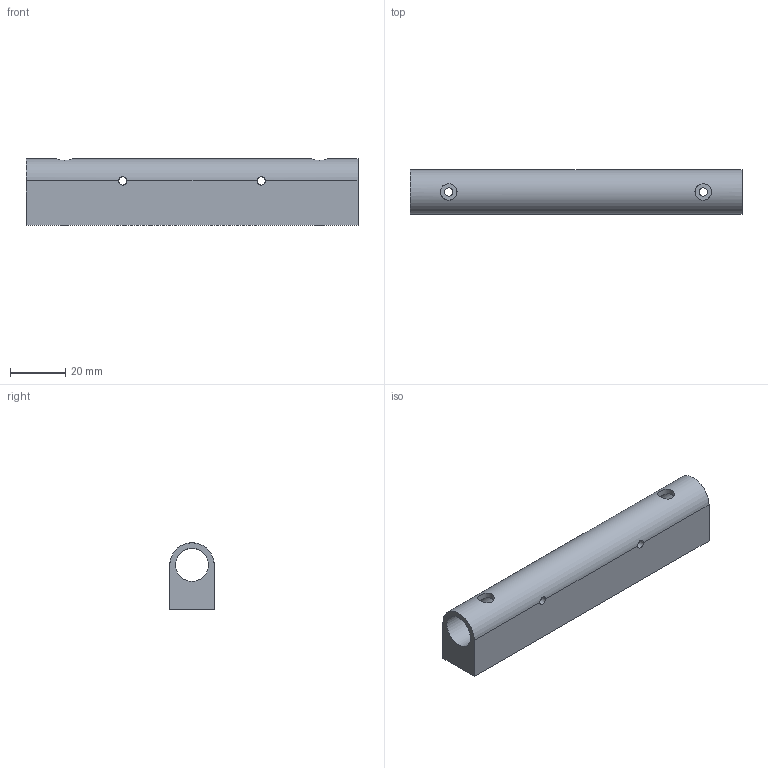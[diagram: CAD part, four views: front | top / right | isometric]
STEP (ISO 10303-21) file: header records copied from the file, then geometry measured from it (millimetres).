
FILE_DESCRIPTION(('STEP AP203'), '1');
FILE_NAME('äåðæàòåëü òðóáêè', '', ('UNSPECIFIED'), ('UNSPECIFIED'), 'ASCON STEP Converter 1.6', 'ASCON Math Kernel', '');
FILE_SCHEMA(('CONFIG_CONTROL_DESIGN'));
Length unit declared in the file: millimetre
Bounding box: 120 x 16 x 24 mm (x, y, z)
Volume: 28631.9 mm3; surface area: 14057 mm2
Topology: 1 solids, 1 shells, 19 faces, 57 edges, 36 vertices
Faces by surface type: cylinder 12, plane 7
Full cylindrical faces by diameter (mm): 3 x6, 6 x4, 12 x1
Entity records: 2188 total; most frequent: CARTESIAN_POINT 1520, ORIENTED_EDGE 88, DIRECTION 82, EDGE_LOOP 46, EDGE_CURVE 44, VERTEX_POINT 36, AXIS2_PLACEMENT_3D 34, FACE_BOUND 30
